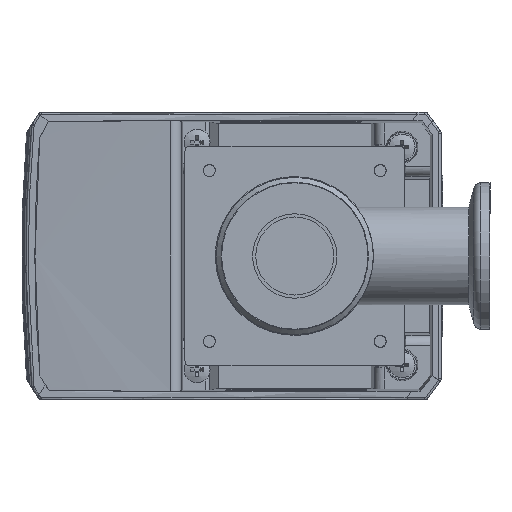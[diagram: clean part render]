
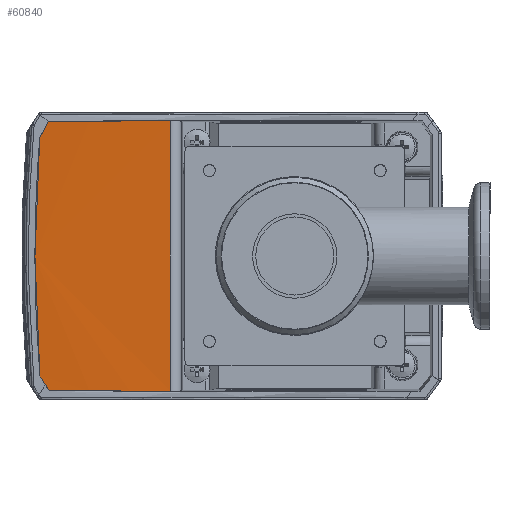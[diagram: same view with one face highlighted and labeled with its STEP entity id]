
A CAD part, front view. The second image highlights one B-rep face of the part: STEP entity #60840.
In plain terms, the highlighted cylindrical face has radius 549.5 mm (diameter 1099 mm), a partial arc.
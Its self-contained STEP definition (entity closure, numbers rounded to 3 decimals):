
#35670=CARTESIAN_POINT('',(-34.224,19.348,-27.666));
#35671=VERTEX_POINT('',#35670);
#35679=CARTESIAN_POINT('',(-59.071,22.166,-27.646));
#35680=VERTEX_POINT('',#35679);
#35681=CARTESIAN_POINT('',(15.25,566.59,-23.845));
#35682=DIRECTION('',(0.,-0.007,1.));
#35683=DIRECTION('',(-0.09,-0.996,-0.007));
#35684=AXIS2_PLACEMENT_3D('',#35681,#35682,#35683);
#35685=CIRCLE('',#35684,549.487);
#35686=EDGE_CURVE('',#35680,#35671,#35685,.T.);
#41658=CARTESIAN_POINT('',(-59.193,22.182,27.646));
#41659=VERTEX_POINT('',#41658);
#41669=CARTESIAN_POINT('',(-34.224,19.348,27.666));
#41670=VERTEX_POINT('',#41669);
#41671=CARTESIAN_POINT('',(15.25,566.59,23.845));
#41672=DIRECTION('',(0.,-0.007,-1.));
#41673=DIRECTION('',(-0.135,-0.991,0.007));
#41674=AXIS2_PLACEMENT_3D('',#41671,#41672,#41673);
#41675=CIRCLE('',#41674,549.487);
#41676=EDGE_CURVE('',#41670,#41659,#41675,.T.);
#60789=CARTESIAN_POINT('',(-34.224,19.348,-27.666));
#60790=DIRECTION('',(0.0,0.0,1.0));
#60791=VECTOR('',#60790,55.332);
#60792=LINE('',#60789,#60791);
#60793=EDGE_CURVE('',#35671,#41670,#60792,.T.);
#60799=CARTESIAN_POINT('',(15.25,566.617,-35.4));
#60800=DIRECTION('',(0.0,0.0,1.0));
#60801=DIRECTION('',(1.0,0.0,0.0));
#60802=AXIS2_PLACEMENT_3D('',#60799,#60800,#60801);
#60803=CYLINDRICAL_SURFACE('',#60802,549.5);
#60804=ORIENTED_EDGE('',*,*,#60793,.T.);
#60805=ORIENTED_EDGE('',*,*,#41676,.T.);
#60806=CARTESIAN_POINT('',(-60.998,22.432,24.208));
#60807=VERTEX_POINT('',#60806);
#60808=CARTESIAN_POINT('',(14.139,2506.285,167.399));
#60809=DIRECTION('',(0.885,0.,-0.465));
#60810=DIRECTION('',(-0.03,-0.998,-0.058));
#60811=AXIS2_PLACEMENT_3D('',#60808,#60809,#60810);
#60812=CIRCLE('',#60811,2489.111);
#60813=EDGE_CURVE('',#41659,#60807,#60812,.T.);
#60814=ORIENTED_EDGE('',*,*,#60813,.T.);
#60815=CARTESIAN_POINT('',(-60.967,22.428,-24.575));
#60816=VERTEX_POINT('',#60815);
#60817=CARTESIAN_POINT('',(-60.998,22.432,24.208));
#60818=CARTESIAN_POINT('',(-61.383,22.486,19.486));
#60819=CARTESIAN_POINT('',(-61.656,22.525,14.755));
#60820=CARTESIAN_POINT('',(-61.931,22.564,6.619));
#60821=CARTESIAN_POINT('',(-61.987,22.572,3.218));
#60822=CARTESIAN_POINT('',(-61.983,22.571,-3.609));
#60823=CARTESIAN_POINT('',(-61.922,22.563,-7.033));
#60824=CARTESIAN_POINT('',(-61.635,22.522,-15.168));
#60825=CARTESIAN_POINT('',(-61.357,22.483,-19.876));
#60826=CARTESIAN_POINT('',(-60.967,22.428,-24.575));
#60827=B_SPLINE_CURVE_WITH_KNOTS('',3,(#60817,#60818,#60819,#60820,#60821,#60822,#60823,#60824,#60825,#60826),.UNSPECIFIED.,.F.,.U.,(4,2,2,2,4),(-4.884,-3.463,-2.442,-1.415,0.),.UNSPECIFIED.);
#60828=EDGE_CURVE('',#60807,#60816,#60827,.T.);
#60829=ORIENTED_EDGE('',*,*,#60828,.T.);
#60830=CARTESIAN_POINT('',(25.909,1968.931,-139.266));
#60831=DIRECTION('',(0.851,-0.007,0.526));
#60832=DIRECTION('',(-0.044,-0.997,0.057));
#60833=AXIS2_PLACEMENT_3D('',#60830,#60831,#60832);
#60834=CIRCLE('',#60833,1951.814);
#60835=EDGE_CURVE('',#60816,#35680,#60834,.T.);
#60836=ORIENTED_EDGE('',*,*,#60835,.T.);
#60837=ORIENTED_EDGE('',*,*,#35686,.T.);
#60838=EDGE_LOOP('',(#60804,#60805,#60814,#60829,#60836,#60837));
#60839=FACE_OUTER_BOUND('',#60838,.T.);
#60840=ADVANCED_FACE('',(#60839),#60803,.T.);
